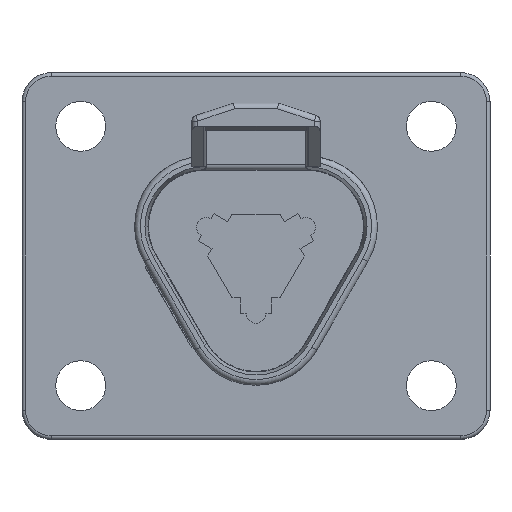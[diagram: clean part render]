
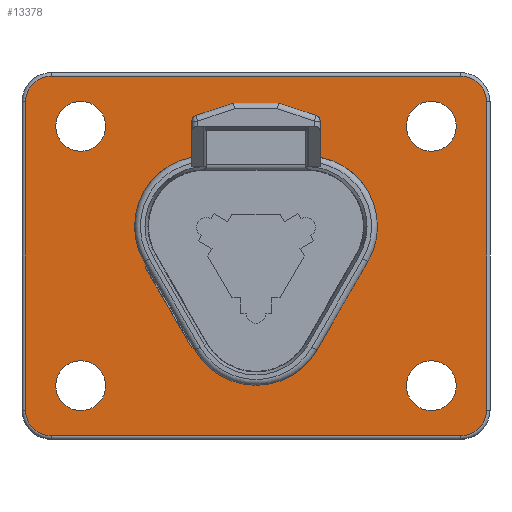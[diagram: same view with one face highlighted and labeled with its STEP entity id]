
A CAD part, front view. The second image highlights one B-rep face of the part: STEP entity #13378.
In plain terms, the highlighted planar face has unit normal (0, -1, 0).
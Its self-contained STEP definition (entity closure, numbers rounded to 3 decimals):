
#339=CARTESIAN_POINT('',(17.715,16.4,13.335));
#340=DIRECTION('',(0.,1.,0.));
#341=DIRECTION('',(0.,0.,1.));
#342=AXIS2_PLACEMENT_3D('',#339,#340,#341);
#344=CARTESIAN_POINT('',(17.715,16.4,-13.335));
#345=DIRECTION('',(0.,1.,0.));
#346=DIRECTION('',(1.,0.,0.));
#347=AXIS2_PLACEMENT_3D('',#344,#345,#346);
#349=CARTESIAN_POINT('',(-17.715,16.4,-13.335));
#350=DIRECTION('',(0.,1.,0.));
#351=DIRECTION('',(0.,0.,-1.));
#352=AXIS2_PLACEMENT_3D('',#349,#350,#351);
#354=CARTESIAN_POINT('',(-17.715,16.4,13.335));
#355=DIRECTION('',(0.,1.,0.));
#356=DIRECTION('',(-1.,0.,0.));
#357=AXIS2_PLACEMENT_3D('',#354,#355,#356);
#359=CARTESIAN_POINT('',(-15.175,16.4,-11.225));
#360=DIRECTION('',(0.,-1.,0.));
#361=DIRECTION('',(-1.,0.,0.));
#362=AXIS2_PLACEMENT_3D('',#359,#360,#361);
#364=CARTESIAN_POINT('',(-15.175,16.4,-11.225));
#365=DIRECTION('',(0.,-1.,0.));
#366=DIRECTION('',(1.,0.,0.));
#367=AXIS2_PLACEMENT_3D('',#364,#365,#366);
#369=CARTESIAN_POINT('',(15.175,16.4,-11.225));
#370=DIRECTION('',(0.,-1.,0.));
#371=DIRECTION('',(-1.,0.,0.));
#372=AXIS2_PLACEMENT_3D('',#369,#370,#371);
#374=CARTESIAN_POINT('',(15.175,16.4,-11.225));
#375=DIRECTION('',(0.,-1.,0.));
#376=DIRECTION('',(1.,0.,0.));
#377=AXIS2_PLACEMENT_3D('',#374,#375,#376);
#379=CARTESIAN_POINT('',(-15.175,16.4,11.225));
#380=DIRECTION('',(0.,-1.,0.));
#381=DIRECTION('',(-1.,0.,0.));
#382=AXIS2_PLACEMENT_3D('',#379,#380,#381);
#384=CARTESIAN_POINT('',(-15.175,16.4,11.225));
#385=DIRECTION('',(0.,-1.,0.));
#386=DIRECTION('',(1.,0.,0.));
#387=AXIS2_PLACEMENT_3D('',#384,#385,#386);
#389=CARTESIAN_POINT('',(15.175,16.4,11.225));
#390=DIRECTION('',(0.,-1.,0.));
#391=DIRECTION('',(-1.,0.,0.));
#392=AXIS2_PLACEMENT_3D('',#389,#390,#391);
#394=CARTESIAN_POINT('',(15.175,16.4,11.225));
#395=DIRECTION('',(0.,-1.,0.));
#396=DIRECTION('',(1.,0.,0.));
#397=AXIS2_PLACEMENT_3D('',#394,#395,#396);
#399=DIRECTION('',(-1.,0.,0.));
#400=VECTOR('',#399,8.858);
#401=CARTESIAN_POINT('',(4.429,16.4,8.637));
#402=LINE('',#401,#400);
#403=CARTESIAN_POINT('',(-4.429,16.4,2.557));
#404=DIRECTION('',(0.,-1.,0.));
#405=DIRECTION('',(0.,0.,1.));
#406=AXIS2_PLACEMENT_3D('',#403,#404,#405);
#408=DIRECTION('',(0.5,0.,-0.866));
#409=VECTOR('',#408,8.858);
#410=CARTESIAN_POINT('',(-9.695,16.4,-0.483));
#411=LINE('',#410,#409);
#412=CARTESIAN_POINT('',(0.,16.4,-5.114));
#413=DIRECTION('',(0.,-1.,0.));
#414=DIRECTION('',(-0.866,0.,-0.5));
#415=AXIS2_PLACEMENT_3D('',#412,#413,#414);
#417=DIRECTION('',(0.5,0.,0.866));
#418=VECTOR('',#417,8.858);
#419=CARTESIAN_POINT('',(5.265,16.4,-8.154));
#420=LINE('',#419,#418);
#421=CARTESIAN_POINT('',(4.429,16.4,2.557));
#422=DIRECTION('',(0.,-1.,0.));
#423=DIRECTION('',(0.866,0.,-0.5));
#424=AXIS2_PLACEMENT_3D('',#421,#422,#423);
#441=DIRECTION('',(-1.,0.,0.));
#442=VECTOR('',#441,35.43);
#443=CARTESIAN_POINT('',(17.715,16.4,15.575));
#444=LINE('',#443,#442);
#464=DIRECTION('',(0.,0.,-1.));
#465=VECTOR('',#464,26.67);
#466=CARTESIAN_POINT('',(-19.955,16.4,13.335));
#467=LINE('',#466,#465);
#487=DIRECTION('',(1.,0.,0.));
#488=VECTOR('',#487,35.43);
#489=CARTESIAN_POINT('',(-17.715,16.4,-15.575));
#490=LINE('',#489,#488);
#510=DIRECTION('',(0.,0.,1.));
#511=VECTOR('',#510,26.67);
#512=CARTESIAN_POINT('',(19.955,16.4,-13.335));
#513=LINE('',#512,#511);
#9963=CARTESIAN_POINT('',(9.695,16.4,-0.483));
#9964=CARTESIAN_POINT('',(4.429,16.4,8.637));
#9965=VERTEX_POINT('',#9963);
#9966=VERTEX_POINT('',#9964);
#9969=CARTESIAN_POINT('',(17.715,16.4,15.575));
#9970=CARTESIAN_POINT('',(19.955,16.4,13.335));
#9971=VERTEX_POINT('',#9969);
#9972=VERTEX_POINT('',#9970);
#9973=CARTESIAN_POINT('',(19.955,16.4,-13.335));
#9974=VERTEX_POINT('',#9973);
#9975=CARTESIAN_POINT('',(17.715,16.4,-15.575));
#9976=VERTEX_POINT('',#9975);
#9977=CARTESIAN_POINT('',(-17.715,16.4,-15.575));
#9978=VERTEX_POINT('',#9977);
#9979=CARTESIAN_POINT('',(-19.955,16.4,-13.335));
#9980=VERTEX_POINT('',#9979);
#9981=CARTESIAN_POINT('',(-19.955,16.4,13.335));
#9982=VERTEX_POINT('',#9981);
#9983=CARTESIAN_POINT('',(-17.715,16.4,15.575));
#9984=VERTEX_POINT('',#9983);
#9985=CARTESIAN_POINT('',(-17.335,16.4,-11.225));
#9986=CARTESIAN_POINT('',(-13.015,16.4,-11.225));
#9987=VERTEX_POINT('',#9985);
#9988=VERTEX_POINT('',#9986);
#9989=CARTESIAN_POINT('',(13.015,16.4,-11.225));
#9990=CARTESIAN_POINT('',(17.335,16.4,-11.225));
#9991=VERTEX_POINT('',#9989);
#9992=VERTEX_POINT('',#9990);
#9993=CARTESIAN_POINT('',(-17.335,16.4,11.225));
#9994=CARTESIAN_POINT('',(-13.015,16.4,11.225));
#9995=VERTEX_POINT('',#9993);
#9996=VERTEX_POINT('',#9994);
#9997=CARTESIAN_POINT('',(13.015,16.4,11.225));
#9998=CARTESIAN_POINT('',(17.335,16.4,11.225));
#9999=VERTEX_POINT('',#9997);
#10000=VERTEX_POINT('',#9998);
#10001=CARTESIAN_POINT('',(-4.429,16.4,8.637));
#10002=VERTEX_POINT('',#10001);
#10003=CARTESIAN_POINT('',(-9.695,16.4,-0.483));
#10004=VERTEX_POINT('',#10003);
#10005=CARTESIAN_POINT('',(-5.265,16.4,-8.154));
#10006=VERTEX_POINT('',#10005);
#10007=CARTESIAN_POINT('',(5.265,16.4,-8.154));
#10008=VERTEX_POINT('',#10007);
#13318=CARTESIAN_POINT('',(0.,16.4,0.));
#13319=DIRECTION('',(0.,1.,0.));
#13320=DIRECTION('',(1.,0.,0.));
#13321=AXIS2_PLACEMENT_3D('',#13318,#13319,#13320);
#13322=PLANE('',#13321);
#13324=ORIENTED_EDGE('',*,*,#13323,.T.);
#13326=ORIENTED_EDGE('',*,*,#13325,.F.);
#13328=ORIENTED_EDGE('',*,*,#13327,.T.);
#13330=ORIENTED_EDGE('',*,*,#13329,.F.);
#13332=ORIENTED_EDGE('',*,*,#13331,.T.);
#13334=ORIENTED_EDGE('',*,*,#13333,.F.);
#13336=ORIENTED_EDGE('',*,*,#13335,.T.);
#13338=ORIENTED_EDGE('',*,*,#13337,.F.);
#13339=EDGE_LOOP('',(#13324,#13326,#13328,#13330,#13332,#13334,#13336,#13338));
#13340=FACE_OUTER_BOUND('',#13339,.F.);
#13342=ORIENTED_EDGE('',*,*,#13341,.T.);
#13344=ORIENTED_EDGE('',*,*,#13343,.T.);
#13345=EDGE_LOOP('',(#13342,#13344));
#13346=FACE_BOUND('',#13345,.F.);
#13348=ORIENTED_EDGE('',*,*,#13347,.T.);
#13350=ORIENTED_EDGE('',*,*,#13349,.T.);
#13351=EDGE_LOOP('',(#13348,#13350));
#13352=FACE_BOUND('',#13351,.F.);
#13354=ORIENTED_EDGE('',*,*,#13353,.T.);
#13356=ORIENTED_EDGE('',*,*,#13355,.T.);
#13357=EDGE_LOOP('',(#13354,#13356));
#13358=FACE_BOUND('',#13357,.F.);
#13360=ORIENTED_EDGE('',*,*,#13359,.T.);
#13362=ORIENTED_EDGE('',*,*,#13361,.T.);
#13363=EDGE_LOOP('',(#13360,#13362));
#13364=FACE_BOUND('',#13363,.F.);
#13366=ORIENTED_EDGE('',*,*,#13365,.T.);
#13368=ORIENTED_EDGE('',*,*,#13367,.T.);
#13370=ORIENTED_EDGE('',*,*,#13369,.T.);
#13372=ORIENTED_EDGE('',*,*,#13371,.T.);
#13374=ORIENTED_EDGE('',*,*,#13373,.T.);
#13375=ORIENTED_EDGE('',*,*,#13302,.T.);
#13376=EDGE_LOOP('',(#13366,#13368,#13370,#13372,#13374,#13375));
#13377=FACE_BOUND('',#13376,.F.);
#13378=ADVANCED_FACE('',(#13340,#13346,#13352,#13358,#13364,#13377),#13322,.F.);
#343=CIRCLE('',#342,2.24);
#348=CIRCLE('',#347,2.24);
#353=CIRCLE('',#352,2.24);
#358=CIRCLE('',#357,2.24);
#363=CIRCLE('',#362,2.16);
#368=CIRCLE('',#367,2.16);
#373=CIRCLE('',#372,2.16);
#378=CIRCLE('',#377,2.16);
#383=CIRCLE('',#382,2.16);
#388=CIRCLE('',#387,2.16);
#393=CIRCLE('',#392,2.16);
#398=CIRCLE('',#397,2.16);
#407=CIRCLE('',#406,6.08);
#416=CIRCLE('',#415,6.08);
#425=CIRCLE('',#424,6.08);
#13302=EDGE_CURVE('',#9965,#9966,#425,.T.);
#13323=EDGE_CURVE('',#9971,#9972,#343,.T.);
#13325=EDGE_CURVE('',#9974,#9972,#513,.T.);
#13327=EDGE_CURVE('',#9974,#9976,#348,.T.);
#13329=EDGE_CURVE('',#9978,#9976,#490,.T.);
#13331=EDGE_CURVE('',#9978,#9980,#353,.T.);
#13333=EDGE_CURVE('',#9982,#9980,#467,.T.);
#13335=EDGE_CURVE('',#9982,#9984,#358,.T.);
#13337=EDGE_CURVE('',#9971,#9984,#444,.T.);
#13341=EDGE_CURVE('',#9987,#9988,#363,.T.);
#13343=EDGE_CURVE('',#9988,#9987,#368,.T.);
#13347=EDGE_CURVE('',#9991,#9992,#373,.T.);
#13349=EDGE_CURVE('',#9992,#9991,#378,.T.);
#13353=EDGE_CURVE('',#9995,#9996,#383,.T.);
#13355=EDGE_CURVE('',#9996,#9995,#388,.T.);
#13359=EDGE_CURVE('',#9999,#10000,#393,.T.);
#13361=EDGE_CURVE('',#10000,#9999,#398,.T.);
#13365=EDGE_CURVE('',#9966,#10002,#402,.T.);
#13367=EDGE_CURVE('',#10002,#10004,#407,.T.);
#13369=EDGE_CURVE('',#10004,#10006,#411,.T.);
#13371=EDGE_CURVE('',#10006,#10008,#416,.T.);
#13373=EDGE_CURVE('',#10008,#9965,#420,.T.);
